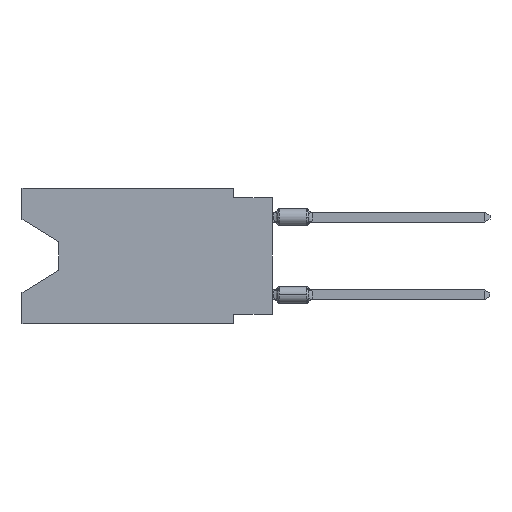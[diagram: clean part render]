
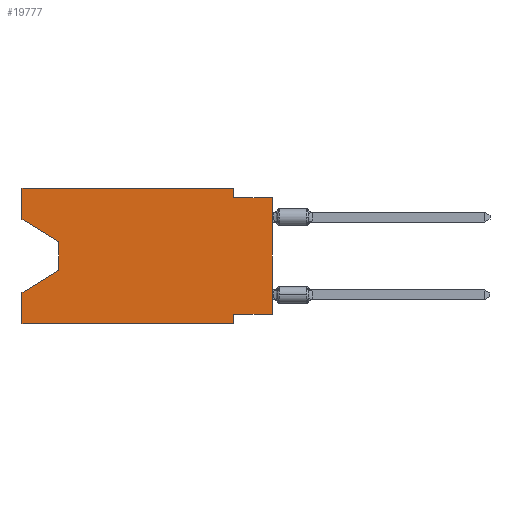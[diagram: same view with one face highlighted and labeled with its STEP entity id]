
A CAD part, left-side view. The second image highlights one B-rep face of the part: STEP entity #19777.
In plain terms, the highlighted planar face has unit normal (-1, 0, 0).
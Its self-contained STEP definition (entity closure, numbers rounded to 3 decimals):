
#331 = EDGE_CURVE ( 'NONE', #7288, #1257, #17615, .T. ) ;
#1019 = CARTESIAN_POINT ( 'NONE',  ( 0., 16.383, 0. ) ) ;
#1162 = DIRECTION ( 'NONE',  ( 0., 0., -1. ) ) ;
#1237 = DIRECTION ( 'NONE',  ( 0., -1., 0. ) ) ;
#1257 = VERTEX_POINT ( 'NONE', #15857 ) ;
#1289 = CARTESIAN_POINT ( 'NONE',  ( 0., 16.383, -8.89 ) ) ;
#1348 = CARTESIAN_POINT ( 'NONE',  ( 0., 13.97, -3.505 ) ) ;
#1819 = VERTEX_POINT ( 'NONE', #13625 ) ;
#2118 = CARTESIAN_POINT ( 'NONE',  ( 0., 16.383, -8.89 ) ) ;
#2441 = DIRECTION ( 'NONE',  ( 0., -1., 0. ) ) ;
#2449 = CARTESIAN_POINT ( 'NONE',  ( 0., 2.54, -8.89 ) ) ;
#2473 = FACE_OUTER_BOUND ( 'NONE', #18868, .T. ) ;
#2507 = LINE ( 'NONE', #12199, #7021 ) ;
#3142 = VECTOR ( 'NONE', #5994, 1000. ) ;
#3145 = VERTEX_POINT ( 'NONE', #9952 ) ;
#3555 = ORIENTED_EDGE ( 'NONE', *, *, #331, .F. ) ;
#3706 = EDGE_CURVE ( 'NONE', #5082, #1819, #13703, .T. ) ;
#4057 = EDGE_CURVE ( 'NONE', #10979, #1819, #12258, .T. ) ;
#4108 = PLANE ( 'NONE',  #7158 ) ;
#4117 = CARTESIAN_POINT ( 'NONE',  ( 0., 0., -0.635 ) ) ;
#4122 = VERTEX_POINT ( 'NONE', #2449 ) ;
#4205 = VERTEX_POINT ( 'NONE', #11047 ) ;
#4250 = EDGE_CURVE ( 'NONE', #8081, #3145, #20847, .T. ) ;
#4303 = DIRECTION ( 'NONE',  ( 0., 0., 1. ) ) ;
#4653 = LINE ( 'NONE', #9559, #9436 ) ;
#4772 = ORIENTED_EDGE ( 'NONE', *, *, #15546, .T. ) ;
#5004 = EDGE_CURVE ( 'NONE', #8081, #4122, #17038, .T. ) ;
#5082 = VERTEX_POINT ( 'NONE', #15934 ) ;
#5339 = CARTESIAN_POINT ( 'NONE',  ( 0., 16.383, -2.038 ) ) ;
#5346 = DIRECTION ( 'NONE',  ( 0., 1., 0. ) ) ;
#5546 = DIRECTION ( 'NONE',  ( 0., -1., 0. ) ) ;
#5557 = VECTOR ( 'NONE', #5546, 1000. ) ;
#5693 = DIRECTION ( 'NONE',  ( 0., 0., -1. ) ) ;
#5828 = EDGE_CURVE ( 'NONE', #4205, #4122, #4653, .T. ) ;
#5994 = DIRECTION ( 'NONE',  ( 0., 0., 1. ) ) ;
#6336 = VERTEX_POINT ( 'NONE', #1348 ) ;
#6363 = CARTESIAN_POINT ( 'NONE',  ( 0., 0., -8.255 ) ) ;
#6372 = CARTESIAN_POINT ( 'NONE',  ( 0., 16.383, 0. ) ) ;
#7021 = VECTOR ( 'NONE', #9161, 1000. ) ;
#7158 = AXIS2_PLACEMENT_3D ( 'NONE', #10759, #18130, #14544 ) ;
#7288 = VERTEX_POINT ( 'NONE', #5339 ) ;
#7333 = VECTOR ( 'NONE', #2441, 1000. ) ;
#7339 = ORIENTED_EDGE ( 'NONE', *, *, #4057, .T. ) ;
#8081 = VERTEX_POINT ( 'NONE', #1289 ) ;
#8308 = VECTOR ( 'NONE', #5346, 1000. ) ;
#8546 = ORIENTED_EDGE ( 'NONE', *, *, #16323, .F. ) ;
#9037 = VECTOR ( 'NONE', #12141, 1000. ) ;
#9161 = DIRECTION ( 'NONE',  ( 0., -0.855, -0.519 ) ) ;
#9315 = VERTEX_POINT ( 'NONE', #10533 ) ;
#9436 = VECTOR ( 'NONE', #1162, 1000. ) ;
#9559 = CARTESIAN_POINT ( 'NONE',  ( 0., 2.54, -8.89 ) ) ;
#9813 = ORIENTED_EDGE ( 'NONE', *, *, #17766, .T. ) ;
#9819 = LINE ( 'NONE', #11229, #17674 ) ;
#9821 = VECTOR ( 'NONE', #1237, 1000. ) ;
#9886 = EDGE_CURVE ( 'NONE', #10637, #3145, #9819, .T. ) ;
#9925 = EDGE_CURVE ( 'NONE', #10979, #4205, #13391, .T. ) ;
#9952 = CARTESIAN_POINT ( 'NONE',  ( 0., 16.383, -6.852 ) ) ;
#10533 = CARTESIAN_POINT ( 'NONE',  ( 0., 2.54, 0. ) ) ;
#10637 = VERTEX_POINT ( 'NONE', #11275 ) ;
#10759 = CARTESIAN_POINT ( 'NONE',  ( 0., 16.383, 0. ) ) ;
#10979 = VERTEX_POINT ( 'NONE', #6363 ) ;
#11047 = CARTESIAN_POINT ( 'NONE',  ( 0., 2.54, -8.255 ) ) ;
#11206 = CARTESIAN_POINT ( 'NONE',  ( 0., 16.383, 0. ) ) ;
#11229 = CARTESIAN_POINT ( 'NONE',  ( 0., 13.97, -5.385 ) ) ;
#11275 = CARTESIAN_POINT ( 'NONE',  ( 0., 13.97, -5.385 ) ) ;
#11691 = CARTESIAN_POINT ( 'NONE',  ( 0., 13.97, -3.505 ) ) ;
#11774 = LINE ( 'NONE', #18401, #13054 ) ;
#12141 = DIRECTION ( 'NONE',  ( 0., 0., 1. ) ) ;
#12199 = CARTESIAN_POINT ( 'NONE',  ( 0., 16.383, -2.038 ) ) ;
#12258 = LINE ( 'NONE', #18889, #9037 ) ;
#12996 = LINE ( 'NONE', #6372, #9821 ) ;
#13054 = VECTOR ( 'NONE', #5693, 1000. ) ;
#13391 = LINE ( 'NONE', #15352, #8308 ) ;
#13625 = CARTESIAN_POINT ( 'NONE',  ( 0., 0., -0.635 ) ) ;
#13703 = LINE ( 'NONE', #4117, #5557 ) ;
#13863 = ORIENTED_EDGE ( 'NONE', *, *, #3706, .F. ) ;
#14544 = DIRECTION ( 'NONE',  ( 0., 0., -1. ) ) ;
#15352 = CARTESIAN_POINT ( 'NONE',  ( 0., 0., -8.255 ) ) ;
#15546 = EDGE_CURVE ( 'NONE', #7288, #6336, #2507, .T. ) ;
#15857 = CARTESIAN_POINT ( 'NONE',  ( 0., 16.383, 0. ) ) ;
#15934 = CARTESIAN_POINT ( 'NONE',  ( 0., 2.54, -0.635 ) ) ;
#16323 = EDGE_CURVE ( 'NONE', #1257, #9315, #12996, .T. ) ;
#16448 = DIRECTION ( 'NONE',  ( 0., 0.855, -0.519 ) ) ;
#16911 = LINE ( 'NONE', #11691, #18269 ) ;
#17038 = LINE ( 'NONE', #2118, #7333 ) ;
#17615 = LINE ( 'NONE', #11206, #3142 ) ;
#17642 = ORIENTED_EDGE ( 'NONE', *, *, #9925, .F. ) ;
#17674 = VECTOR ( 'NONE', #16448, 1000. ) ;
#17766 = EDGE_CURVE ( 'NONE', #6336, #10637, #16911, .T. ) ;
#18061 = VECTOR ( 'NONE', #4303, 1000. ) ;
#18130 = DIRECTION ( 'NONE',  ( 1., 0., 0. ) ) ;
#18173 = ORIENTED_EDGE ( 'NONE', *, *, #5828, .F. ) ;
#18269 = VECTOR ( 'NONE', #18315, 1000. ) ;
#18315 = DIRECTION ( 'NONE',  ( 0., 0., -1. ) ) ;
#18401 = CARTESIAN_POINT ( 'NONE',  ( 0., 2.54, 0. ) ) ;
#18785 = ORIENTED_EDGE ( 'NONE', *, *, #4250, .F. ) ;
#18868 = EDGE_LOOP ( 'NONE', ( #4772, #9813, #21296, #18785, #19622, #18173, #17642, #7339, #13863, #19609, #8546, #3555 ) ) ;
#18889 = CARTESIAN_POINT ( 'NONE',  ( 0., 0., 0. ) ) ;
#19421 = EDGE_CURVE ( 'NONE', #9315, #5082, #11774, .T. ) ;
#19609 = ORIENTED_EDGE ( 'NONE', *, *, #19421, .F. ) ;
#19622 = ORIENTED_EDGE ( 'NONE', *, *, #5004, .T. ) ;
#19777 = ADVANCED_FACE ( 'NONE', ( #2473 ), #4108, .F. ) ;
#20847 = LINE ( 'NONE', #1019, #18061 ) ;
#21296 = ORIENTED_EDGE ( 'NONE', *, *, #9886, .T. ) ;
